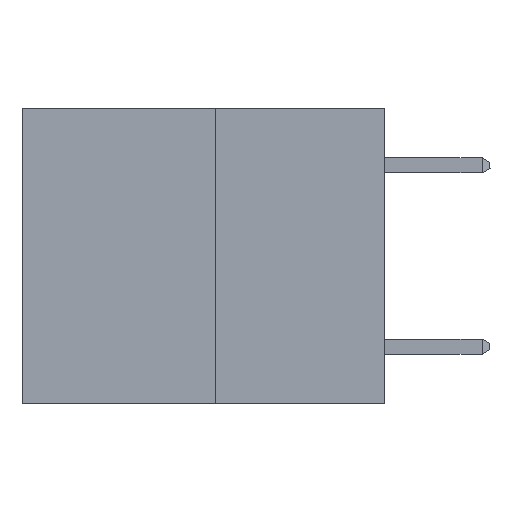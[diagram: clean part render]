
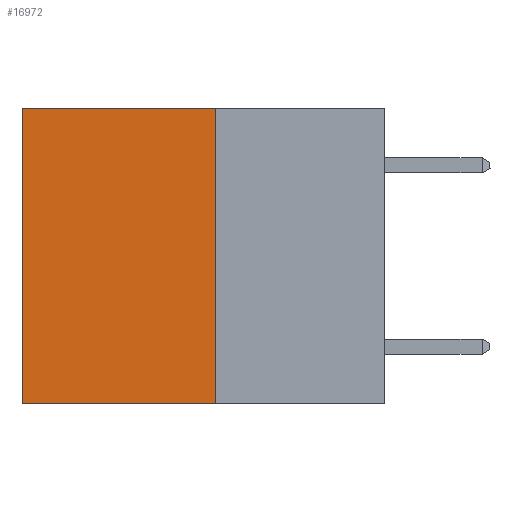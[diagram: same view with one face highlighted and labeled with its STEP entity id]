
A CAD part, left-side view. The second image highlights one B-rep face of the part: STEP entity #16972.
In plain terms, the highlighted planar face has unit normal (-1, 0, 0).
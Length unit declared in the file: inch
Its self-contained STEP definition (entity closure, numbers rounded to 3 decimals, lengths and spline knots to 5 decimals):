
#639 = AXIS2_PLACEMENT_3D ( 'NONE', #2050, #17225, #25882 ) ;
#1295 = CARTESIAN_POINT ( 'NONE',  ( 0.3165, 0.6, -0.49 ) ) ;
#2050 = CARTESIAN_POINT ( 'NONE',  ( 0.3165, 0.28, -0.49 ) ) ;
#3012 = ORIENTED_EDGE ( 'NONE', *, *, #13871, .F. ) ;
#3602 = LINE ( 'NONE', #19522, #12144 ) ;
#4015 = CARTESIAN_POINT ( 'NONE',  ( 0.3165, 0.28, 0. ) ) ;
#5099 = CARTESIAN_POINT ( 'NONE',  ( 0.3165, 0.28, -0.49 ) ) ;
#6633 = VECTOR ( 'NONE', #10325, 39.37008 ) ;
#8119 = VERTEX_POINT ( 'NONE', #1295 ) ;
#8283 = EDGE_CURVE ( 'NONE', #12749, #21866, #11047, .T. ) ;
#9563 = ORIENTED_EDGE ( 'NONE', *, *, #8283, .F. ) ;
#9962 = CARTESIAN_POINT ( 'NONE',  ( 0.3165, 0.28, -0.49 ) ) ;
#10325 = DIRECTION ( 'NONE',  ( 0., 0., -1. ) ) ;
#10522 = FACE_OUTER_BOUND ( 'NONE', #25197, .T. ) ;
#11047 = LINE ( 'NONE', #9962, #6633 ) ;
#12144 = VECTOR ( 'NONE', #23678, 39.37008 ) ;
#12749 = VERTEX_POINT ( 'NONE', #4015 ) ;
#13871 = EDGE_CURVE ( 'NONE', #21866, #8119, #16821, .T. ) ;
#15080 = PLANE ( 'NONE',  #639 ) ;
#16685 = ORIENTED_EDGE ( 'NONE', *, *, #19610, .T. ) ;
#16821 = LINE ( 'NONE', #5099, #26933 ) ;
#16844 = ORIENTED_EDGE ( 'NONE', *, *, #25355, .T. ) ;
#16972 = ADVANCED_FACE ( 'NONE', ( #10522 ), #15080, .F. ) ;
#17225 = DIRECTION ( 'NONE',  ( 1., 0., 0. ) ) ;
#17805 = LINE ( 'NONE', #21225, #24874 ) ;
#19522 = CARTESIAN_POINT ( 'NONE',  ( 0.3165, 0.6, -0.49 ) ) ;
#19610 = EDGE_CURVE ( 'NONE', #12749, #24302, #17805, .T. ) ;
#20118 = DIRECTION ( 'NONE',  ( 0., 1., 0. ) ) ;
#21225 = CARTESIAN_POINT ( 'NONE',  ( 0.3165, 0.28, 0. ) ) ;
#21866 = VERTEX_POINT ( 'NONE', #22878 ) ;
#22878 = CARTESIAN_POINT ( 'NONE',  ( 0.3165, 0.28, -0.49 ) ) ;
#23038 = CARTESIAN_POINT ( 'NONE',  ( 0.3165, 0.6, 0. ) ) ;
#23678 = DIRECTION ( 'NONE',  ( 0., 0., -1. ) ) ;
#24302 = VERTEX_POINT ( 'NONE', #23038 ) ;
#24874 = VECTOR ( 'NONE', #27890, 39.37008 ) ;
#25197 = EDGE_LOOP ( 'NONE', ( #16844, #3012, #9563, #16685 ) ) ;
#25355 = EDGE_CURVE ( 'NONE', #24302, #8119, #3602, .T. ) ;
#25882 = DIRECTION ( 'NONE',  ( 0., 0., -1. ) ) ;
#26933 = VECTOR ( 'NONE', #20118, 39.37008 ) ;
#27890 = DIRECTION ( 'NONE',  ( 0., 1., 0. ) ) ;
